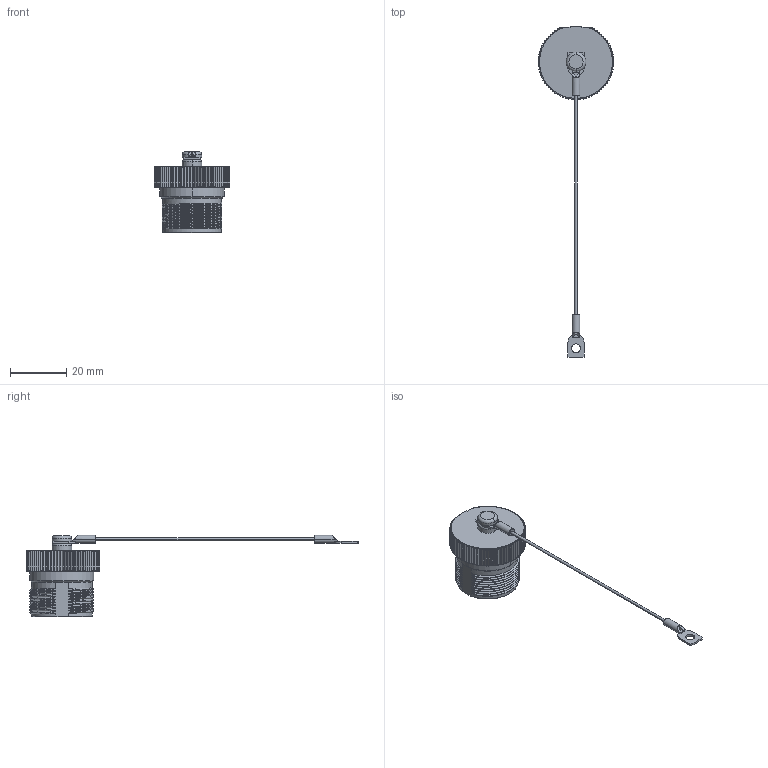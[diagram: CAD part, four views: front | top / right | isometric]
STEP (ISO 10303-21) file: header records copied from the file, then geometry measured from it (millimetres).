
FILE_DESCRIPTION((''),'2;1');
FILE_NAME('1604228','2017-02-22T',('bthumm'),(''),'PRO/ENGINEER BY PARAMETRIC TECHNOLOGY CORPORATION, 2014200','PRO/ENGINEER BY PARAMETRIC TECHNOLOGY CORPORATION, 2014200','');
FILE_SCHEMA(('AUTOMOTIVE_DESIGN { 1 0 10303 214 1 1 1 1 }'));
Length unit declared in the file: millimetre
Products named in the file (1): 1604228
Bounding box: 26.98 x 118.47 x 28.95 mm (x, y, z)
Volume: 6858.4 mm3; surface area: 4907.7 mm2
Topology: 1 solids, 1 shells, 524 faces, 1227 edges, 712 vertices
Faces by surface type: plane 177, torus 156, cylinder 126, bspline 54, cone 11
Entity records: 22257 total; most frequent: CARTESIAN_POINT 11018, ORIENTED_EDGE 2454, DIRECTION 2111, EDGE_CURVE 1227, AXIS2_PLACEMENT_3D 868, VERTEX_POINT 712, EDGE_LOOP 533, FACE_OUTER_BOUND 524
